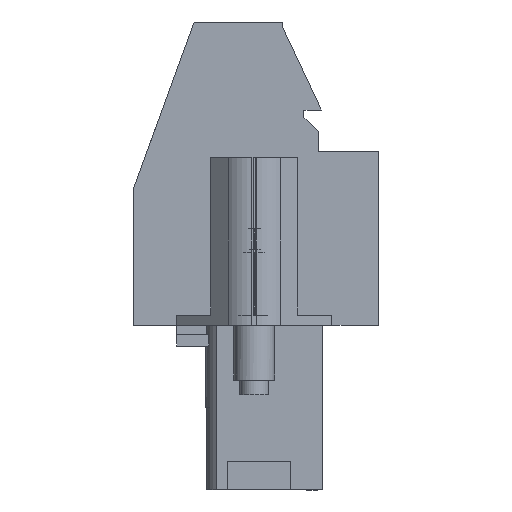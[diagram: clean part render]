
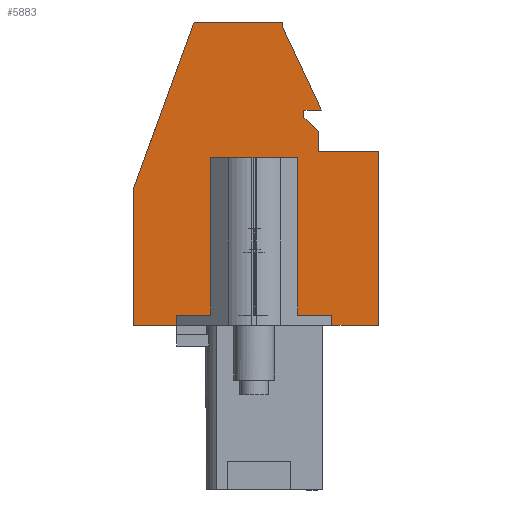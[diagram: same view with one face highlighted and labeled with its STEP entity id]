
A CAD part, left-side view. The second image highlights one B-rep face of the part: STEP entity #5883.
In plain terms, the highlighted planar face has unit normal (-1, 0, 0).
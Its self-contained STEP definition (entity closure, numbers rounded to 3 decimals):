
#2231=AXIS2_PLACEMENT_3D('Plane Axis2P3D',#2228,#2229,#2230) ;
#107=CARTESIAN_POINT('Line Origine',(3.47,1.125,7.95)) ;
#111=CARTESIAN_POINT('Vertex',(3.47,2.25,7.95)) ;
#113=CARTESIAN_POINT('Vertex',(3.47,0.,7.95)) ;
#162=CARTESIAN_POINT('Vertex',(3.47,9.75,7.95)) ;
#165=CARTESIAN_POINT('Line Origine',(3.47,10.79,7.95)) ;
#169=CARTESIAN_POINT('Vertex',(3.47,11.83,7.95)) ;
#2228=CARTESIAN_POINT('Axis2P3D Location',(3.47,12.132,0.)) ;
#5771=CARTESIAN_POINT('Line Origine',(3.47,0.,12.15)) ;
#5775=CARTESIAN_POINT('Vertex',(3.47,0.,16.35)) ;
#5778=CARTESIAN_POINT('Line Origine',(3.47,1.45,16.35)) ;
#5782=CARTESIAN_POINT('Vertex',(3.47,2.9,16.35)) ;
#5785=CARTESIAN_POINT('Line Origine',(3.47,2.9,16.825)) ;
#5789=CARTESIAN_POINT('Vertex',(3.47,2.9,17.3)) ;
#5792=CARTESIAN_POINT('Line Origine',(3.47,3.25,17.65)) ;
#5796=CARTESIAN_POINT('Vertex',(3.47,3.6,18.)) ;
#5799=CARTESIAN_POINT('Line Origine',(3.47,3.6,18.175)) ;
#5803=CARTESIAN_POINT('Vertex',(3.47,3.6,18.35)) ;
#5806=CARTESIAN_POINT('Line Origine',(3.47,3.18,18.35)) ;
#5810=CARTESIAN_POINT('Vertex',(3.47,2.76,18.35)) ;
#5813=CARTESIAN_POINT('Line Origine',(3.47,3.704,20.375)) ;
#5817=CARTESIAN_POINT('Vertex',(3.47,4.649,22.4)) ;
#5820=CARTESIAN_POINT('Line Origine',(3.47,4.649,22.5)) ;
#5824=CARTESIAN_POINT('Vertex',(3.47,4.649,22.6)) ;
#5827=CARTESIAN_POINT('Line Origine',(3.47,6.778,22.6)) ;
#5831=CARTESIAN_POINT('Vertex',(3.47,8.908,22.6)) ;
#5834=CARTESIAN_POINT('Line Origine',(3.47,10.369,18.586)) ;
#5838=CARTESIAN_POINT('Vertex',(3.47,11.83,14.572)) ;
#5841=CARTESIAN_POINT('Line Origine',(3.47,11.83,11.261)) ;
#5846=CARTESIAN_POINT('Line Origine',(3.47,9.75,8.2)) ;
#5850=CARTESIAN_POINT('Vertex',(3.47,9.75,8.45)) ;
#5853=CARTESIAN_POINT('Line Origine',(3.47,6.,8.45)) ;
#5857=CARTESIAN_POINT('Vertex',(3.47,2.25,8.45)) ;
#5860=CARTESIAN_POINT('Line Origine',(3.47,2.25,8.2)) ;
#108=DIRECTION('Vector Direction',(0.,1.,0.)) ;
#166=DIRECTION('Vector Direction',(0.,-1.,0.)) ;
#2229=DIRECTION('Axis2P3D Direction',(-1.,0.,0.)) ;
#2230=DIRECTION('Axis2P3D XDirection',(0.,-1.,0.)) ;
#5772=DIRECTION('Vector Direction',(0.,0.,1.)) ;
#5779=DIRECTION('Vector Direction',(0.,1.,0.)) ;
#5786=DIRECTION('Vector Direction',(0.,0.,1.)) ;
#5793=DIRECTION('Vector Direction',(0.,0.707,0.707)) ;
#5800=DIRECTION('Vector Direction',(0.,0.,1.)) ;
#5807=DIRECTION('Vector Direction',(0.,-1.,0.)) ;
#5814=DIRECTION('Vector Direction',(0.,0.423,0.906)) ;
#5821=DIRECTION('Vector Direction',(0.,0.,1.)) ;
#5828=DIRECTION('Vector Direction',(0.,1.,0.)) ;
#5835=DIRECTION('Vector Direction',(0.,0.342,-0.94)) ;
#5842=DIRECTION('Vector Direction',(0.,0.,1.)) ;
#5847=DIRECTION('Vector Direction',(0.,0.,1.)) ;
#5854=DIRECTION('Vector Direction',(0.,1.,0.)) ;
#5861=DIRECTION('Vector Direction',(0.,0.,1.)) ;
#109=VECTOR('Line Direction',#108,1.) ;
#167=VECTOR('Line Direction',#166,1.) ;
#5773=VECTOR('Line Direction',#5772,1.) ;
#5780=VECTOR('Line Direction',#5779,1.) ;
#5787=VECTOR('Line Direction',#5786,1.) ;
#5794=VECTOR('Line Direction',#5793,1.) ;
#5801=VECTOR('Line Direction',#5800,1.) ;
#5808=VECTOR('Line Direction',#5807,1.) ;
#5815=VECTOR('Line Direction',#5814,1.) ;
#5822=VECTOR('Line Direction',#5821,1.) ;
#5829=VECTOR('Line Direction',#5828,1.) ;
#5836=VECTOR('Line Direction',#5835,1.) ;
#5843=VECTOR('Line Direction',#5842,1.) ;
#5848=VECTOR('Line Direction',#5847,1.) ;
#5855=VECTOR('Line Direction',#5854,1.) ;
#5862=VECTOR('Line Direction',#5861,1.) ;
#5866=ORIENTED_EDGE('',*,*,#115,.T.) ;
#5867=ORIENTED_EDGE('',*,*,#5777,.T.) ;
#5868=ORIENTED_EDGE('',*,*,#5784,.T.) ;
#5869=ORIENTED_EDGE('',*,*,#5791,.T.) ;
#5870=ORIENTED_EDGE('',*,*,#5798,.T.) ;
#5871=ORIENTED_EDGE('',*,*,#5805,.T.) ;
#5872=ORIENTED_EDGE('',*,*,#5812,.T.) ;
#5873=ORIENTED_EDGE('',*,*,#5819,.T.) ;
#5874=ORIENTED_EDGE('',*,*,#5826,.T.) ;
#5875=ORIENTED_EDGE('',*,*,#5833,.T.) ;
#5876=ORIENTED_EDGE('',*,*,#5840,.T.) ;
#5877=ORIENTED_EDGE('',*,*,#5845,.T.) ;
#5878=ORIENTED_EDGE('',*,*,#171,.F.) ;
#5879=ORIENTED_EDGE('',*,*,#5852,.T.) ;
#5880=ORIENTED_EDGE('',*,*,#5859,.F.) ;
#5881=ORIENTED_EDGE('',*,*,#5864,.F.) ;
#5883=ADVANCED_FACE('HOUSING',(#5882),#2232,.T.) ;
#115=EDGE_CURVE('',#112,#114,#110,.F.) ;
#171=EDGE_CURVE('',#163,#170,#168,.F.) ;
#5777=EDGE_CURVE('',#114,#5776,#5774,.T.) ;
#5784=EDGE_CURVE('',#5776,#5783,#5781,.T.) ;
#5791=EDGE_CURVE('',#5783,#5790,#5788,.T.) ;
#5798=EDGE_CURVE('',#5790,#5797,#5795,.T.) ;
#5805=EDGE_CURVE('',#5797,#5804,#5802,.T.) ;
#5812=EDGE_CURVE('',#5804,#5811,#5809,.T.) ;
#5819=EDGE_CURVE('',#5811,#5818,#5816,.T.) ;
#5826=EDGE_CURVE('',#5818,#5825,#5823,.T.) ;
#5833=EDGE_CURVE('',#5825,#5832,#5830,.T.) ;
#5840=EDGE_CURVE('',#5832,#5839,#5837,.T.) ;
#5845=EDGE_CURVE('',#5839,#170,#5844,.F.) ;
#5852=EDGE_CURVE('',#163,#5851,#5849,.T.) ;
#5859=EDGE_CURVE('',#5858,#5851,#5856,.T.) ;
#5864=EDGE_CURVE('',#112,#5858,#5863,.T.) ;
#5865=EDGE_LOOP('',(#5866,#5867,#5868,#5869,#5870,#5871,#5872,#5873,#5874,#5875,#5876,#5877,#5878,#5879,#5880,#5881)) ;
#5882=FACE_OUTER_BOUND('',#5865,.T.) ;
#110=LINE('Line',#107,#109) ;
#168=LINE('Line',#165,#167) ;
#5774=LINE('Line',#5771,#5773) ;
#5781=LINE('Line',#5778,#5780) ;
#5788=LINE('Line',#5785,#5787) ;
#5795=LINE('Line',#5792,#5794) ;
#5802=LINE('Line',#5799,#5801) ;
#5809=LINE('Line',#5806,#5808) ;
#5816=LINE('Line',#5813,#5815) ;
#5823=LINE('Line',#5820,#5822) ;
#5830=LINE('Line',#5827,#5829) ;
#5837=LINE('Line',#5834,#5836) ;
#5844=LINE('Line',#5841,#5843) ;
#5849=LINE('Line',#5846,#5848) ;
#5856=LINE('Line',#5853,#5855) ;
#5863=LINE('Line',#5860,#5862) ;
#2232=PLANE('',#2231) ;
#112=VERTEX_POINT('',#111) ;
#114=VERTEX_POINT('',#113) ;
#163=VERTEX_POINT('',#162) ;
#170=VERTEX_POINT('',#169) ;
#5776=VERTEX_POINT('',#5775) ;
#5783=VERTEX_POINT('',#5782) ;
#5790=VERTEX_POINT('',#5789) ;
#5797=VERTEX_POINT('',#5796) ;
#5804=VERTEX_POINT('',#5803) ;
#5811=VERTEX_POINT('',#5810) ;
#5818=VERTEX_POINT('',#5817) ;
#5825=VERTEX_POINT('',#5824) ;
#5832=VERTEX_POINT('',#5831) ;
#5839=VERTEX_POINT('',#5838) ;
#5851=VERTEX_POINT('',#5850) ;
#5858=VERTEX_POINT('',#5857) ;
